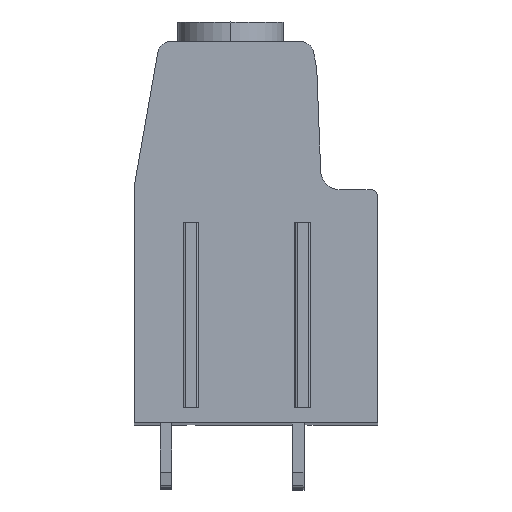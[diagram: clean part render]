
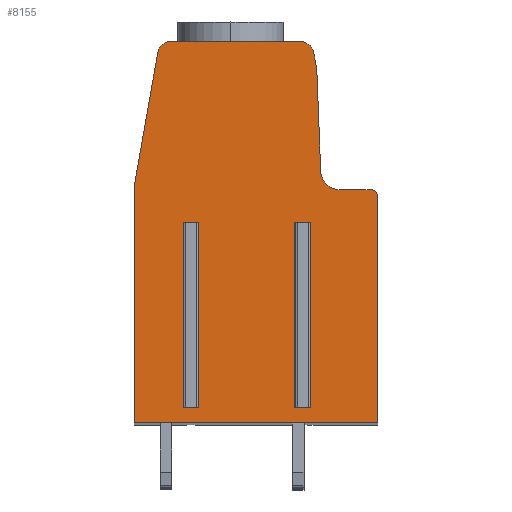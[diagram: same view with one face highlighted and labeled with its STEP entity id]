
A CAD part, top view. The second image highlights one B-rep face of the part: STEP entity #8155.
In plain terms, the highlighted planar face has unit normal (0, 0, 1).
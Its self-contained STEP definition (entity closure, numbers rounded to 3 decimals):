
#1150=CARTESIAN_POINT('',(3.429,13.65,5.08));
#1151=DIRECTION('',(0.,0.,1.));
#1152=DIRECTION('',(0.978,0.208,0.));
#1153=AXIS2_PLACEMENT_3D('',#1150,#1151,#1152);
#1155=DIRECTION('',(-0.208,0.978,0.));
#1156=VECTOR('',#1155,0.978);
#1157=CARTESIAN_POINT('',(4.611,12.902,5.08));
#1158=LINE('',#1157,#1156);
#1159=CARTESIAN_POINT('',(1.676,12.278,5.08));
#1160=DIRECTION('',(0.,0.,1.));
#1161=DIRECTION('',(0.999,0.038,0.));
#1162=AXIS2_PLACEMENT_3D('',#1159,#1160,#1161);
#1164=DIRECTION('',(-0.038,0.999,0.));
#1165=VECTOR('',#1164,7.706);
#1166=CARTESIAN_POINT('',(4.97,4.692,5.08));
#1167=LINE('',#1166,#1165);
#1168=CARTESIAN_POINT('',(6.469,4.75,5.08));
#1169=DIRECTION('',(0.,0.,-1.));
#1170=DIRECTION('',(0.,-1.,0.));
#1171=AXIS2_PLACEMENT_3D('',#1168,#1169,#1170);
#1173=DIRECTION('',(-1.,0.,0.));
#1174=VECTOR('',#1173,2.381);
#1175=CARTESIAN_POINT('',(8.85,3.25,5.08));
#1176=LINE('',#1175,#1174);
#1177=CARTESIAN_POINT('',(8.85,2.75,5.08));
#1178=DIRECTION('',(0.,0.,1.));
#1179=DIRECTION('',(1.,0.,0.));
#1180=AXIS2_PLACEMENT_3D('',#1177,#1178,#1179);
#1182=DIRECTION('',(0.,1.,0.));
#1183=VECTOR('',#1182,17.4);
#1184=CARTESIAN_POINT('',(9.35,-14.65,5.08));
#1185=LINE('',#1184,#1183);
#1186=DIRECTION('',(1.,0.,0.));
#1187=VECTOR('',#1186,18.7);
#1188=CARTESIAN_POINT('',(-9.35,-14.65,5.08));
#1189=LINE('',#1188,#1187);
#1190=DIRECTION('',(0.,-1.,0.));
#1191=VECTOR('',#1190,18.25);
#1192=CARTESIAN_POINT('',(-9.35,3.6,5.08));
#1193=LINE('',#1192,#1191);
#1194=DIRECTION('',(-0.174,-0.985,0.));
#1195=VECTOR('',#1194,10.381);
#1196=CARTESIAN_POINT('',(-7.547,13.824,5.08));
#1197=LINE('',#1196,#1195);
#1198=CARTESIAN_POINT('',(-6.562,13.65,5.08));
#1199=DIRECTION('',(0.,0.,1.));
#1200=DIRECTION('',(0.,1.,0.));
#1201=AXIS2_PLACEMENT_3D('',#1198,#1199,#1200);
#1203=DIRECTION('',(-1.,0.,0.));
#1204=VECTOR('',#1203,9.992);
#1205=CARTESIAN_POINT('',(3.429,14.65,5.08));
#1206=LINE('',#1205,#1204);
#1207=DIRECTION('',(1.,0.,0.));
#1208=VECTOR('',#1207,0.65);
#1209=CARTESIAN_POINT('',(-5.325,0.75,5.08));
#1210=LINE('',#1209,#1208);
#1211=DIRECTION('',(0.,1.,0.));
#1212=VECTOR('',#1211,14.25);
#1213=CARTESIAN_POINT('',(-5.325,-13.5,5.08));
#1214=LINE('',#1213,#1212);
#1215=DIRECTION('',(1.,0.,0.));
#1216=VECTOR('',#1215,0.65);
#1217=CARTESIAN_POINT('',(-5.325,-13.5,5.08));
#1218=LINE('',#1217,#1216);
#1219=DIRECTION('',(0.,1.,0.));
#1220=VECTOR('',#1219,14.25);
#1221=CARTESIAN_POINT('',(-4.675,-13.5,5.08));
#1222=LINE('',#1221,#1220);
#1223=DIRECTION('',(1.,0.,0.));
#1224=VECTOR('',#1223,0.65);
#1225=CARTESIAN_POINT('',(3.275,0.75,5.08));
#1226=LINE('',#1225,#1224);
#1227=DIRECTION('',(0.,1.,0.));
#1228=VECTOR('',#1227,14.25);
#1229=CARTESIAN_POINT('',(3.275,-13.5,5.08));
#1230=LINE('',#1229,#1228);
#1231=DIRECTION('',(1.,0.,0.));
#1232=VECTOR('',#1231,0.65);
#1233=CARTESIAN_POINT('',(3.275,-13.5,5.08));
#1234=LINE('',#1233,#1232);
#1235=DIRECTION('',(0.,1.,0.));
#1236=VECTOR('',#1235,14.25);
#1237=CARTESIAN_POINT('',(3.925,-13.5,5.08));
#1238=LINE('',#1237,#1236);
#5439=CARTESIAN_POINT('',(-6.562,14.65,5.08));
#5440=CARTESIAN_POINT('',(-7.547,13.824,5.08));
#5441=VERTEX_POINT('',#5439);
#5442=VERTEX_POINT('',#5440);
#5443=CARTESIAN_POINT('',(-9.35,3.6,5.08));
#5444=VERTEX_POINT('',#5443);
#5445=CARTESIAN_POINT('',(-9.35,-14.65,5.08));
#5446=VERTEX_POINT('',#5445);
#5447=CARTESIAN_POINT('',(9.35,-14.65,5.08));
#5448=VERTEX_POINT('',#5447);
#5449=CARTESIAN_POINT('',(6.469,3.25,5.08));
#5450=CARTESIAN_POINT('',(4.97,4.692,5.08));
#5451=VERTEX_POINT('',#5449);
#5452=VERTEX_POINT('',#5450);
#5459=CARTESIAN_POINT('',(4.408,13.858,5.08));
#5460=VERTEX_POINT('',#5459);
#5461=CARTESIAN_POINT('',(3.429,14.65,5.08));
#5462=VERTEX_POINT('',#5461);
#5467=CARTESIAN_POINT('',(4.674,12.393,5.08));
#5468=VERTEX_POINT('',#5467);
#5469=CARTESIAN_POINT('',(4.611,12.902,5.08));
#5470=VERTEX_POINT('',#5469);
#5475=CARTESIAN_POINT('',(9.35,2.75,5.08));
#5476=VERTEX_POINT('',#5475);
#5477=CARTESIAN_POINT('',(8.85,3.25,5.08));
#5478=VERTEX_POINT('',#5477);
#5559=CARTESIAN_POINT('',(-5.325,0.75,5.08));
#5560=CARTESIAN_POINT('',(-4.675,0.75,5.08));
#5561=VERTEX_POINT('',#5559);
#5562=VERTEX_POINT('',#5560);
#5563=CARTESIAN_POINT('',(3.275,0.75,5.08));
#5564=CARTESIAN_POINT('',(3.925,0.75,5.08));
#5565=VERTEX_POINT('',#5563);
#5566=VERTEX_POINT('',#5564);
#5567=CARTESIAN_POINT('',(3.925,-13.5,5.08));
#5568=VERTEX_POINT('',#5567);
#5569=CARTESIAN_POINT('',(3.275,-13.5,5.08));
#5570=VERTEX_POINT('',#5569);
#5571=CARTESIAN_POINT('',(-4.675,-13.5,5.08));
#5572=VERTEX_POINT('',#5571);
#5573=CARTESIAN_POINT('',(-5.325,-13.5,5.08));
#5574=VERTEX_POINT('',#5573);
#8115=CARTESIAN_POINT('',(0.,0.,5.08));
#8116=DIRECTION('',(0.,0.,1.));
#8117=DIRECTION('',(1.,0.,0.));
#8118=AXIS2_PLACEMENT_3D('',#8115,#8116,#8117);
#8119=PLANE('',#8118);
#8120=ORIENTED_EDGE('',*,*,#7772,.F.);
#8121=ORIENTED_EDGE('',*,*,#7787,.F.);
#8122=ORIENTED_EDGE('',*,*,#7800,.F.);
#8123=ORIENTED_EDGE('',*,*,#7815,.F.);
#8124=ORIENTED_EDGE('',*,*,#7828,.F.);
#8125=ORIENTED_EDGE('',*,*,#7841,.F.);
#8126=ORIENTED_EDGE('',*,*,#7856,.F.);
#8127=ORIENTED_EDGE('',*,*,#7870,.F.);
#8128=ORIENTED_EDGE('',*,*,#7299,.F.);
#8129=ORIENTED_EDGE('',*,*,#7656,.F.);
#8130=ORIENTED_EDGE('',*,*,#7670,.F.);
#8131=ORIENTED_EDGE('',*,*,#7684,.F.);
#8132=ORIENTED_EDGE('',*,*,#7697,.F.);
#8133=EDGE_LOOP('',(#8120,#8121,#8122,#8123,#8124,#8125,#8126,#8127,#8128,#8129,
#8130,#8131,#8132));
#8134=FACE_OUTER_BOUND('',#8133,.F.);
#8136=ORIENTED_EDGE('',*,*,#8135,.F.);
#8138=ORIENTED_EDGE('',*,*,#8137,.F.);
#8140=ORIENTED_EDGE('',*,*,#8139,.T.);
#8142=ORIENTED_EDGE('',*,*,#8141,.T.);
#8143=EDGE_LOOP('',(#8136,#8138,#8140,#8142));
#8144=FACE_BOUND('',#8143,.F.);
#8146=ORIENTED_EDGE('',*,*,#8145,.F.);
#8148=ORIENTED_EDGE('',*,*,#8147,.F.);
#8150=ORIENTED_EDGE('',*,*,#8149,.T.);
#8152=ORIENTED_EDGE('',*,*,#8151,.T.);
#8153=EDGE_LOOP('',(#8146,#8148,#8150,#8152));
#8154=FACE_BOUND('',#8153,.F.);
#1154=CIRCLE('',#1153,1.);
#1163=CIRCLE('',#1162,3.);
#1172=CIRCLE('',#1171,1.5);
#1181=CIRCLE('',#1180,0.5);
#1202=CIRCLE('',#1201,1.);
#7299=EDGE_CURVE('',#5446,#5448,#1189,.T.);
#7656=EDGE_CURVE('',#5444,#5446,#1193,.T.);
#7670=EDGE_CURVE('',#5442,#5444,#1197,.T.);
#7684=EDGE_CURVE('',#5441,#5442,#1202,.T.);
#7697=EDGE_CURVE('',#5462,#5441,#1206,.T.);
#7772=EDGE_CURVE('',#5460,#5462,#1154,.T.);
#7787=EDGE_CURVE('',#5470,#5460,#1158,.T.);
#7800=EDGE_CURVE('',#5468,#5470,#1163,.T.);
#7815=EDGE_CURVE('',#5452,#5468,#1167,.T.);
#7828=EDGE_CURVE('',#5451,#5452,#1172,.T.);
#7841=EDGE_CURVE('',#5478,#5451,#1176,.T.);
#7856=EDGE_CURVE('',#5476,#5478,#1181,.T.);
#7870=EDGE_CURVE('',#5448,#5476,#1185,.T.);
#8135=EDGE_CURVE('',#5561,#5562,#1210,.T.);
#8137=EDGE_CURVE('',#5574,#5561,#1214,.T.);
#8139=EDGE_CURVE('',#5574,#5572,#1218,.T.);
#8141=EDGE_CURVE('',#5572,#5562,#1222,.T.);
#8145=EDGE_CURVE('',#5565,#5566,#1226,.T.);
#8147=EDGE_CURVE('',#5570,#5565,#1230,.T.);
#8149=EDGE_CURVE('',#5570,#5568,#1234,.T.);
#8151=EDGE_CURVE('',#5568,#5566,#1238,.T.);
#8155=ADVANCED_FACE('',(#8134,#8144,#8154),#8119,.T.);
